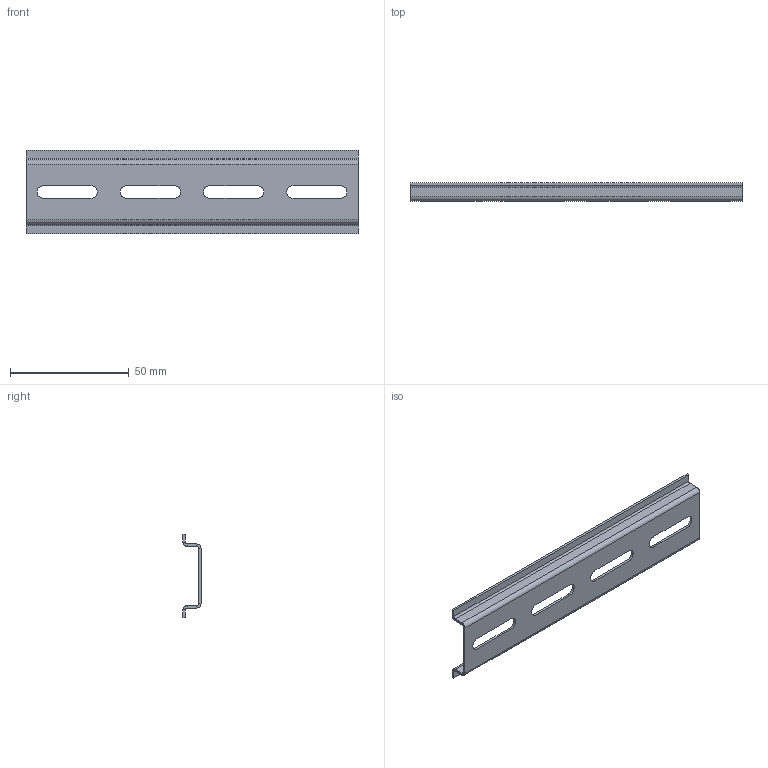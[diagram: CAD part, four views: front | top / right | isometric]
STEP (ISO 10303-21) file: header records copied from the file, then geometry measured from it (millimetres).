
FILE_DESCRIPTION((''),'2;1');
FILE_NAME('141605_SW','2008-08-08T',('banengservice'),('BANNER ENGINEERING'),'PRO/ENGINEER BY PARAMETRIC TECHNOLOGY CORPORATION, 2006170','PRO/ENGINEER BY PARAMETRIC TECHNOLOGY CORPORATION, 2006170','');
FILE_SCHEMA(('CONFIG_CONTROL_DESIGN'));
Length unit declared in the file: inch
Products named in the file (1): 141605_SW
Bounding box: 140 x 7.6 x 35 mm (x, y, z)
Volume: 5921.2 mm3; surface area: 12441.7 mm2
Topology: 1 solids, 1 shells, 54 faces, 124 edges, 72 vertices
Faces by surface type: plane 38, cylinder 16
Entity records: 1540 total; most frequent: DIRECTION 264, CARTESIAN_POINT 250, ORIENTED_EDGE 248, EDGE_CURVE 124, VECTOR 92, LINE 92, AXIS2_PLACEMENT_3D 86, VERTEX_POINT 72
